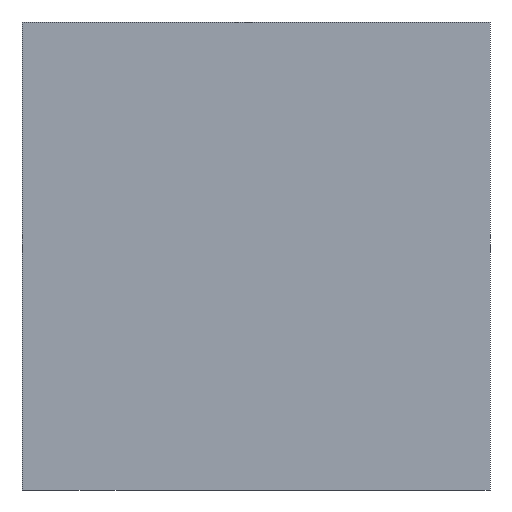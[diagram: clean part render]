
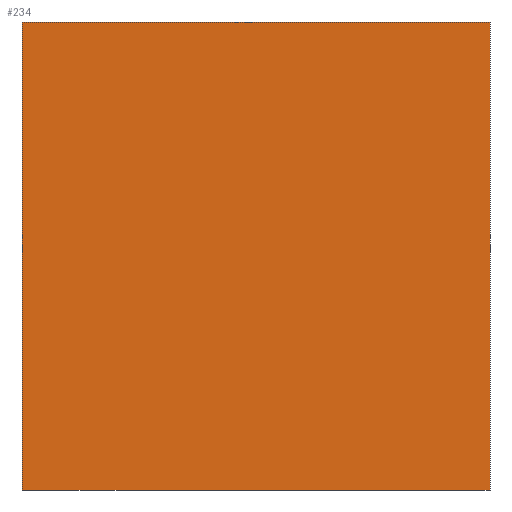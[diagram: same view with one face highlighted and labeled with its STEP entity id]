
A CAD part, front view. The second image highlights one B-rep face of the part: STEP entity #234.
In plain terms, the highlighted planar face has unit normal (0, -1, 0).
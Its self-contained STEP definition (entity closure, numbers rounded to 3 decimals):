
#14=LINE($,#355,#35);
#17=LINE($,#361,#38);
#18=LINE($,#363,#39);
#19=LINE($,#364,#40);
#35=VECTOR($,#287,80.);
#38=VECTOR($,#292,80.);
#39=VECTOR($,#293,80.);
#40=VECTOR($,#294,80.);
#56=PLANE($,#254);
#74=FACE_OUTER_BOUND($,#87,.T.);
#87=EDGE_LOOP($,(#172,#173,#174,#175));
#116=VERTEX_POINT($,#352);
#117=VERTEX_POINT($,#354);
#119=VERTEX_POINT($,#360);
#120=VERTEX_POINT($,#362);
#138=EDGE_CURVE($,#117,#116,#14,.T.);
#141=EDGE_CURVE($,#116,#119,#17,.T.);
#142=EDGE_CURVE($,#120,#119,#18,.T.);
#143=EDGE_CURVE($,#117,#120,#19,.T.);
#172=ORIENTED_EDGE($,*,*,#141,.T.);
#173=ORIENTED_EDGE($,*,*,#142,.F.);
#174=ORIENTED_EDGE($,*,*,#143,.F.);
#175=ORIENTED_EDGE($,*,*,#138,.T.);
#234=ADVANCED_FACE($,(#74),#56,.T.);
#254=AXIS2_PLACEMENT_3D($,#359,#290,#291);
#287=DIRECTION($,(0.,0.,1.));
#290=DIRECTION('center_axis',(0.,-1.,0.));
#291=DIRECTION('ref_axis',(0.,0.,-1.));
#292=DIRECTION($,(-1.,0.,0.));
#293=DIRECTION($,(0.,0.,1.));
#294=DIRECTION($,(-1.,0.,0.));
#352=CARTESIAN_POINT('',(57.503,-22.497,80.));
#354=CARTESIAN_POINT('',(57.503,-22.497,0.));
#355=CARTESIAN_POINT($,(57.503,-22.497,0.));
#359=CARTESIAN_POINT('Origin',(57.503,-22.497,0.));
#360=CARTESIAN_POINT('',(-22.497,-22.497,80.));
#361=CARTESIAN_POINT($,(37.503,-22.497,80.));
#362=CARTESIAN_POINT('',(-22.497,-22.497,0.));
#363=CARTESIAN_POINT($,(-22.497,-22.497,0.));
#364=CARTESIAN_POINT($,(37.503,-22.497,0.));
